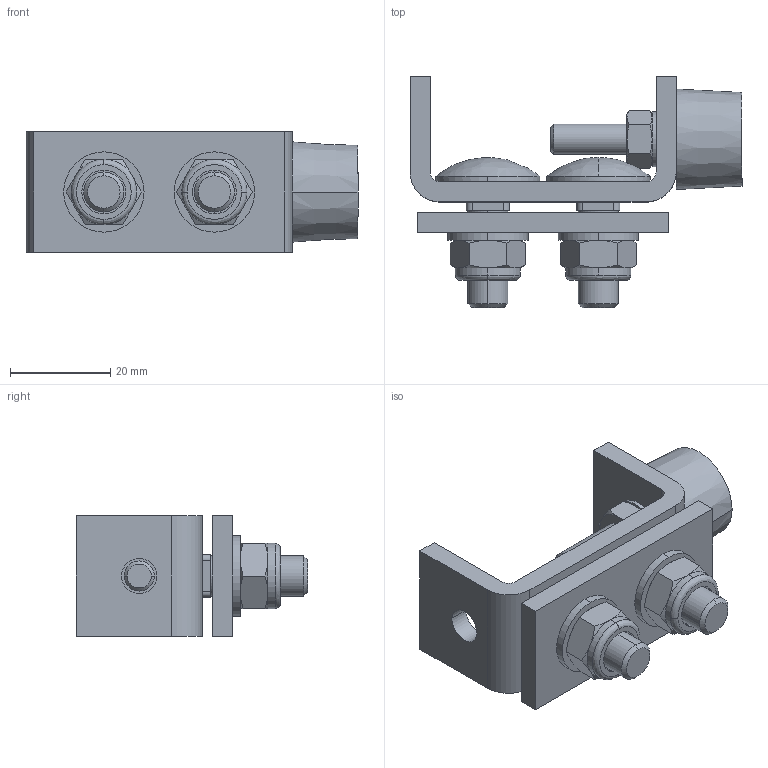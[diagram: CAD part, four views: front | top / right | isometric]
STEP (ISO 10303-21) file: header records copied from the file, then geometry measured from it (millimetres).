
FILE_DESCRIPTION (( 'STEP AP214' ), '1' );
FILE_NAME ('0020489.step', '2022-08-18T13:02:46', ( '' ), ( '' ), 'SwSTEP 2.0', 'SolidWorks 2020', '' );
FILE_SCHEMA (( 'AUTOMOTIVE_DESIGN' ));
Length unit declared in the file: inch
Products named in the file (1): 0020489
Bounding box: 66.1 x 46 x 24 mm (x, y, z)
Volume: 23648 mm3; surface area: 13432.3 mm2
Topology: 1 solids, 5 shells, 223 faces, 518 edges, 324 vertices
Faces by surface type: cylinder 78, plane 78, cone 58, bspline 9
Entity records: 9500 total; most frequent: CARTESIAN_POINT 1482, DIRECTION 1088, ORIENTED_EDGE 1032, EDGE_CURVE 516, AXIS2_PLACEMENT_3D 442, VERTEX_POINT 324, EDGE_LOOP 256, CIRCLE 227
